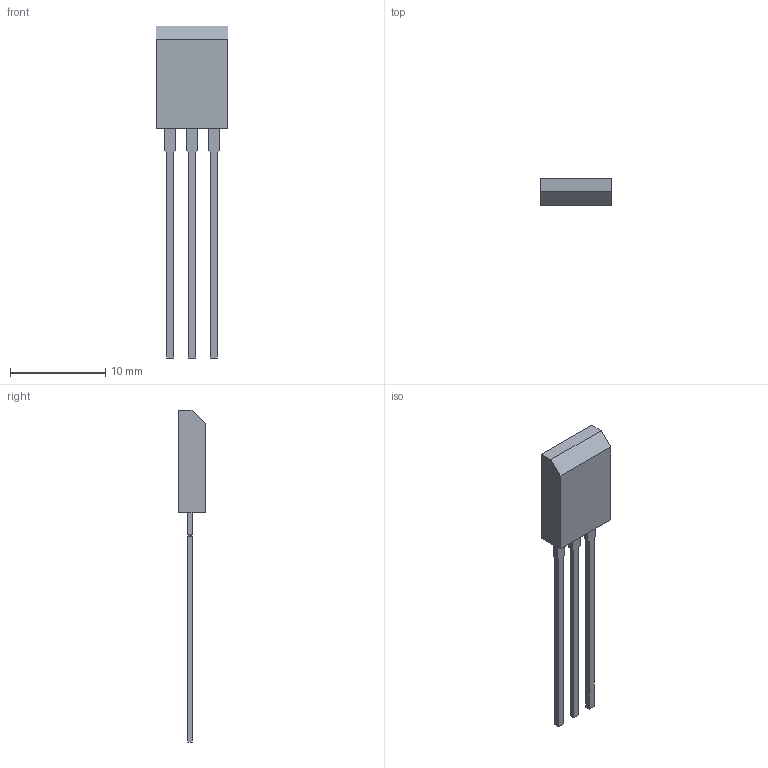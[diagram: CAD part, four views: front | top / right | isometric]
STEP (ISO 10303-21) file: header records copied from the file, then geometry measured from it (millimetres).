
FILE_DESCRIPTION(('FreeCAD Model'),'2;1');
FILE_NAME('1149205.2.1.stp','2020-07-14T15:09:53',( 'Author'),(''),'Open CASCADE STEP processor 6.9','FreeCAD','Unknown' );
FILE_SCHEMA(('AUTOMOTIVE_DESIGN { 1 0 10303 214 1 1 1 1 }'));
Length unit declared in the file: millimetre
Products named in the file (3): ASSEMBLY; Body; PinsArray
Assembly tree (2 placements, depth 2):
  ASSEMBLY
    Body
    PinsArray
Bounding box: 7.5 x 2.8 x 34.94 mm (x, y, z)
Volume: 250 mm3; surface area: 452.1 mm2
Topology: 4 solids, 4 shells, 37 faces, 87 edges, 58 vertices
Faces by surface type: plane 37
Entity records: 2252 total; most frequent: CARTESIAN_POINT 359, DIRECTION 341, LINE 261, VECTOR 261, ORIENTED_EDGE 174, PCURVE 174, DEFINITIONAL_REPRESENTATION 174, EDGE_CURVE 87
